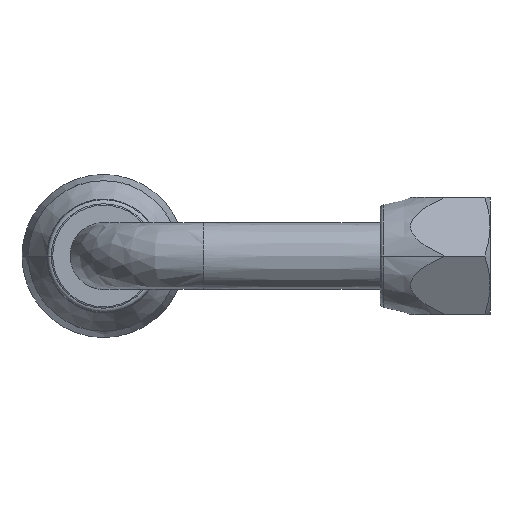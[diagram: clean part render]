
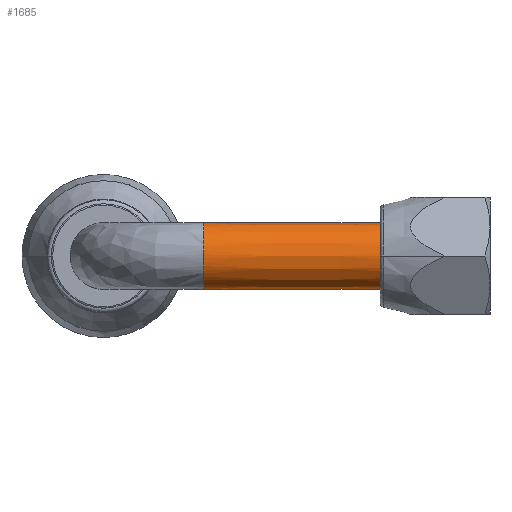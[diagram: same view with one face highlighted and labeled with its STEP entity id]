
A CAD part, left-side view. The second image highlights one B-rep face of the part: STEP entity #1685.
In plain terms, the highlighted free-form (B-spline) face has degree [3, 3] with [11, 4] control points.
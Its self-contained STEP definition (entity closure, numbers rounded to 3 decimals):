
#379=DIRECTION('',(0.,1.,0.));
#380=VECTOR('',#379,38.46);
#381=CARTESIAN_POINT('',(-10.415,-57.46,6.35));
#382=LINE('',#381,#380);
#383=DIRECTION('',(0.,1.,0.));
#384=VECTOR('',#383,38.46);
#385=CARTESIAN_POINT('',(-10.415,-57.46,-6.35));
#386=LINE('',#385,#384);
#387=CARTESIAN_POINT('',(-10.415,-57.46,0.));
#388=DIRECTION('',(0.,1.,0.));
#389=DIRECTION('',(-1.,0.,0.));
#390=AXIS2_PLACEMENT_3D('',#387,#388,#389);
#392=CARTESIAN_POINT('',(-10.415,-57.46,0.));
#393=DIRECTION('',(0.,-1.,0.));
#394=DIRECTION('',(-1.,0.,0.));
#395=AXIS2_PLACEMENT_3D('',#392,#393,#394);
#397=CARTESIAN_POINT('',(-10.415,-19.,-6.35));
#398=CARTESIAN_POINT('',(-11.247,-19.,-6.35));
#399=CARTESIAN_POINT('',(-12.909,-19.,-6.019));
#400=CARTESIAN_POINT('',(-15.022,-19.,-4.607));
#401=CARTESIAN_POINT('',(-16.435,-19.,-2.493));
#402=CARTESIAN_POINT('',(-16.931,-19.,0.));
#403=CARTESIAN_POINT('',(-16.435,-19.,2.493));
#404=CARTESIAN_POINT('',(-15.022,-19.,4.607));
#405=CARTESIAN_POINT('',(-12.909,-19.,6.019));
#406=CARTESIAN_POINT('',(-11.247,-19.,6.35));
#407=CARTESIAN_POINT('',(-10.415,-19.,6.35));
#474=VERTEX_POINT('',#397);
#475=VERTEX_POINT('',#407);
#482=CARTESIAN_POINT('',(-10.415,-57.46,-6.35));
#483=VERTEX_POINT('',#482);
#484=CARTESIAN_POINT('',(-10.415,-57.46,6.35));
#485=VERTEX_POINT('',#484);
#490=CARTESIAN_POINT('',(-16.765,-57.46,0.));
#491=VERTEX_POINT('',#490);
#1630=CARTESIAN_POINT('',(-10.017,-58.229,-6.337));
#1631=CARTESIAN_POINT('',(-10.017,-44.896,-6.337));
#1632=CARTESIAN_POINT('',(-10.017,-31.564,-6.337));
#1633=CARTESIAN_POINT('',(-10.017,-18.231,-6.337));
#1634=CARTESIAN_POINT('',(-10.979,-58.229,-6.399));
#1635=CARTESIAN_POINT('',(-10.979,-44.896,-6.399));
#1636=CARTESIAN_POINT('',(-10.979,-31.564,-6.399));
#1637=CARTESIAN_POINT('',(-10.979,-18.231,-6.399));
#1638=CARTESIAN_POINT('',(-12.796,-58.229,-6.095));
#1639=CARTESIAN_POINT('',(-12.796,-44.896,-6.095));
#1640=CARTESIAN_POINT('',(-12.796,-31.564,-6.095));
#1641=CARTESIAN_POINT('',(-12.796,-18.231,-6.095));
#1642=CARTESIAN_POINT('',(-15.022,-58.229,-4.607));
#1643=CARTESIAN_POINT('',(-15.022,-44.896,-4.607));
#1644=CARTESIAN_POINT('',(-15.022,-31.564,-4.607));
#1645=CARTESIAN_POINT('',(-15.022,-18.231,-4.607));
#1646=CARTESIAN_POINT('',(-16.435,-58.229,-2.493));
#1647=CARTESIAN_POINT('',(-16.435,-44.896,-2.493));
#1648=CARTESIAN_POINT('',(-16.435,-31.564,-2.493));
#1649=CARTESIAN_POINT('',(-16.435,-18.231,-2.493));
#1650=CARTESIAN_POINT('',(-16.931,-58.229,0.));
#1651=CARTESIAN_POINT('',(-16.931,-44.896,0.));
#1652=CARTESIAN_POINT('',(-16.931,-31.564,0.));
#1653=CARTESIAN_POINT('',(-16.931,-18.231,0.));
#1654=CARTESIAN_POINT('',(-16.435,-58.229,2.493));
#1655=CARTESIAN_POINT('',(-16.435,-44.896,2.493));
#1656=CARTESIAN_POINT('',(-16.435,-31.564,2.493));
#1657=CARTESIAN_POINT('',(-16.435,-18.231,2.493));
#1658=CARTESIAN_POINT('',(-15.022,-58.229,4.607));
#1659=CARTESIAN_POINT('',(-15.022,-44.896,4.607));
#1660=CARTESIAN_POINT('',(-15.022,-31.564,4.607));
#1661=CARTESIAN_POINT('',(-15.022,-18.231,4.607));
#1662=CARTESIAN_POINT('',(-12.796,-58.229,6.095));
#1663=CARTESIAN_POINT('',(-12.796,-44.896,6.095));
#1664=CARTESIAN_POINT('',(-12.796,-31.564,6.095));
#1665=CARTESIAN_POINT('',(-12.796,-18.231,6.095));
#1666=CARTESIAN_POINT('',(-10.979,-58.229,6.399));
#1667=CARTESIAN_POINT('',(-10.979,-44.896,6.399));
#1668=CARTESIAN_POINT('',(-10.979,-31.564,6.399));
#1669=CARTESIAN_POINT('',(-10.979,-18.231,6.399));
#1670=CARTESIAN_POINT('',(-10.017,-58.229,6.337));
#1671=CARTESIAN_POINT('',(-10.017,-44.896,6.337));
#1672=CARTESIAN_POINT('',(-10.017,-31.564,6.337));
#1673=CARTESIAN_POINT('',(-10.017,-18.231,6.337));
#1674=B_SPLINE_SURFACE_WITH_KNOTS('',3,3,((#1630,#1631,#1632,#1633),(#1634,
#1635,#1636,#1637),(#1638,#1639,#1640,#1641),(#1642,#1643,#1644,#1645),(#1646,
#1647,#1648,#1649),(#1650,#1651,#1652,#1653),(#1654,#1655,#1656,#1657),(#1658,
#1659,#1660,#1661),(#1662,#1663,#1664,#1665),(#1666,#1667,#1668,#1669),(#1670,
#1671,#1672,#1673)),.UNSPECIFIED.,.F.,.F.,.F.,(4,1,1,1,1,1,1,1,4),(4,4),(
-0.063,0.393,0.785,1.178,
1.571,1.963,2.356,2.749,
3.204),(3.471,43.469),.UNSPECIFIED.);
#1675=ORIENTED_EDGE('',*,*,#1618,.T.);
#1677=ORIENTED_EDGE('',*,*,#1676,.T.);
#1678=ORIENTED_EDGE('',*,*,#1624,.F.);
#1680=ORIENTED_EDGE('',*,*,#1679,.F.);
#1682=ORIENTED_EDGE('',*,*,#1681,.T.);
#1683=EDGE_LOOP('',(#1675,#1677,#1678,#1680,#1682));
#1684=FACE_OUTER_BOUND('',#1683,.F.);
#391=CIRCLE('',#390,6.35);
#396=CIRCLE('',#395,6.35);
#408=B_SPLINE_CURVE_WITH_KNOTS('',3,(#397,#398,#399,#400,#401,#402,#403,#404,
#405,#406,#407),.UNSPECIFIED.,.F.,.F.,(4,1,1,1,1,1,1,1,4),(0.,0.125,0.25,
0.375,0.5,0.625,0.75,0.875,1.),.UNSPECIFIED.);
#1618=EDGE_CURVE('',#483,#474,#386,.T.);
#1624=EDGE_CURVE('',#485,#475,#382,.T.);
#1676=EDGE_CURVE('',#474,#475,#408,.T.);
#1679=EDGE_CURVE('',#491,#485,#391,.T.);
#1681=EDGE_CURVE('',#491,#483,#396,.T.);
#1685=ADVANCED_FACE('',(#1684),#1674,.T.);
